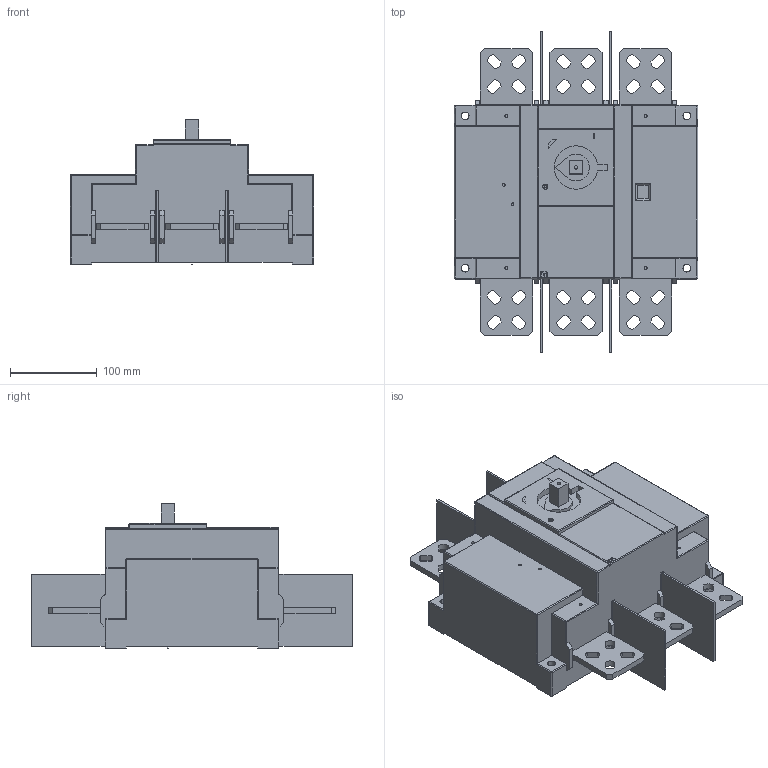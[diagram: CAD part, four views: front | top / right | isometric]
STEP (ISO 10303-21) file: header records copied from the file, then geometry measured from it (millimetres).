
FILE_DESCRIPTION((''),'2;1');
FILE_NAME('004661456_LBS_1250_3P_ASM','2021-09-22T',('marketing.praksa'),('Audax d.o.o.'),'CREO PARAMETRIC BY PTC INC, 2017480','CREO PARAMETRIC BY PTC INC, 2017480','');
FILE_SCHEMA(('AUTOMOTIVE_DESIGN { 1 0 10303 214 1 1 1 1 }'));
Length unit declared in the file: millimetre
Products named in the file (19): 26003119_01_1; 26003119_02_1; 26003119_03_1; 26003119_04_1; 26003119_05_1; BETA_1; PRT9571_1_1; PRT9571_1_2; PRT9571_1_3; PRT9571_1_4; PRT9571_1_5; PRT9571_1_6; PRT9571_1_ASM; PRT9572_1; PRT9573_1_1; PRT9573_1_2; PRT9573_1_3; PRT9573_1_ASM; 004661456_LBS_1250_3P_ASM
Assembly tree (18 placements, depth 3):
  004661456_LBS_1250_3P_ASM
    26003119_01_1
    26003119_02_1
    26003119_03_1
    26003119_04_1
    26003119_05_1
    BETA_1
    PRT9571_1_ASM
      PRT9571_1_1
      PRT9571_1_2
      PRT9571_1_3
      PRT9571_1_4
      PRT9571_1_5
      PRT9571_1_6
    PRT9572_1
    PRT9573_1_ASM
      PRT9573_1_1
      PRT9573_1_2
      PRT9573_1_3
Bounding box: 280 x 370 x 166 mm (x, y, z)
Volume: 6609832.4 mm3; surface area: 378479.6 mm2
Topology: 16 solids, 16 shells, 591 faces, 1548 edges, 1015 vertices
Faces by surface type: plane 389, cylinder 184, sphere 18
Entity records: 25510 total; most frequent: CARTESIAN_POINT 3476, DIRECTION 3117, ORIENTED_EDGE 3096, PRESENTATION_STYLE_ASSIGNMENT 1728, STYLED_ITEM 1728, CURVE_STYLE 1548, EDGE_CURVE 1548, VECTOR 1173
